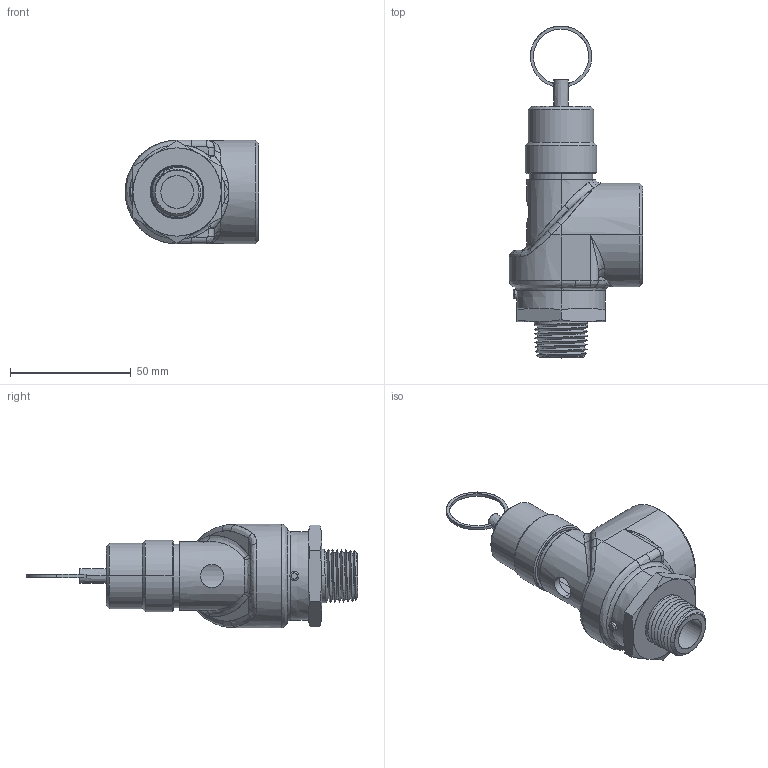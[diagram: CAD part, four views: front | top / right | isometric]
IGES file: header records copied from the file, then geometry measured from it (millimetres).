
Start section: SolidWorks IGES file using analytic representation for surfaces
Global section: file name: 30311-SCB5075.IGS; native system: SolidWorks 2014; preprocessor: SolidWorks 2014; author: intern; date: 150102.085322; units: inch
Bounding box: 55.21 x 137.29 x 42.86 mm (x, y, z)
Surface area: 29152.9 mm2 (no closed solid volume)
Topology: 0 solids, 0 shells, 200 faces, 2924 edges, 2919 vertices
Faces by surface type: revolution 107, bspline 93
